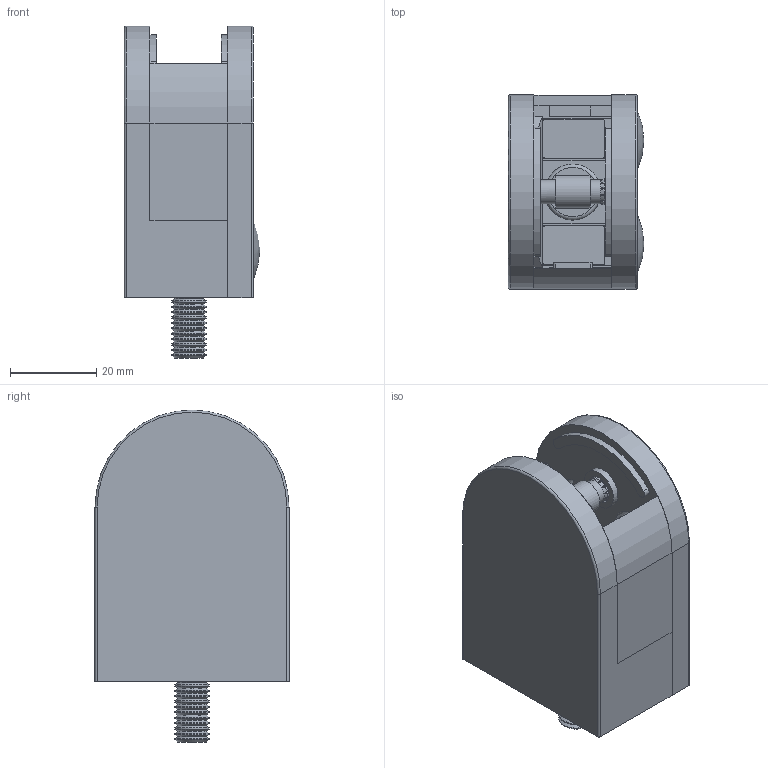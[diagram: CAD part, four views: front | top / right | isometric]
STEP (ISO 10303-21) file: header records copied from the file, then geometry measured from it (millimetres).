
FILE_DESCRIPTION (( 'STEP AP203' ), '1' );
FILE_NAME ('3800-ZN0-9005.step', '2024-02-22T09:55:49', ( '' ), ( '' ), 'SwSTEP 2.0', 'SolidWorks 2018', '' );
FILE_SCHEMA (( 'CONFIG_CONTROL_DESIGN' ));
Length unit declared in the file: millimetre
Products named in the file (13): 38xx-XXX Teil1_3800-ZN0-9005; 3800-ZN0-9005; 38-Boden-XXX-OG_38-BODEN-ZN0-9005 Teil1; 38-Kappe_GK-P-G; 38-Stift Teil2_38-STIFT-GU; socket countersunk head screw_din_DIN 7991 - M6 x 16 --- 16S; 38-BODEN-XXX_38-BODEN-ZN0-9005; 38-Gummi_38-GUMMI; 38-Stift Teil1_38-STIFT Teil1; 38-Boden-GU_38-BODEN-ZN0-GU; socket head cap screw_din_DIN 912 M8 x 20 --- 20S; 38-STIFT_38-STIFT; 38xx-XXX Teil2_3800-ZN0-9005
Assembly tree (15 placements, depth 3):
  3800-ZN0-9005
    38xx-XXX Teil1_3800-ZN0-9005
    38-Gummi_38-GUMMI  x2
    38xx-XXX Teil2_3800-ZN0-9005
    socket head cap screw_din_DIN 912 M8 x 20 --- 20S
    socket countersunk head screw_din_DIN 7991 - M6 x 16 --- 16S  x2
    38-STIFT_38-STIFT
      38-Stift Teil1_38-STIFT Teil1
      38-Stift Teil2_38-STIFT-GU
    38-Kappe_GK-P-G  x2
    38-BODEN-XXX_38-BODEN-ZN0-9005
      38-Boden-XXX-OG_38-BODEN-ZN0-9005 Teil1
      38-Boden-GU_38-BODEN-ZN0-GU
Bounding box: 31.5 x 45 x 77 mm (x, y, z)
Volume: 42368.1 mm3; surface area: 26975.5 mm2
Topology: 13 solids, 13 shells, 1869 faces, 4824 edges, 3167 vertices
Faces by surface type: plane 977, bspline 629, cylinder 153, cone 102, torus 6, sphere 2
Full cylindrical faces by diameter (mm): 2 x2, 5 x2, 5.6 x2, 6 x24, 6.4 x2, 6.7 x2, 7.6 x1, 8 x14, 9.5 x2, 10 x4, 11.57 x2, 12.2 x2, 13 x1
Entity records: 91616 total; most frequent: CARTESIAN_POINT 50676, ORIENTED_EDGE 9104, DIRECTION 5967, EDGE_CURVE 4552, VERTEX_POINT 3069, LINE 2903, VECTOR 2903, EDGE_LOOP 2101
